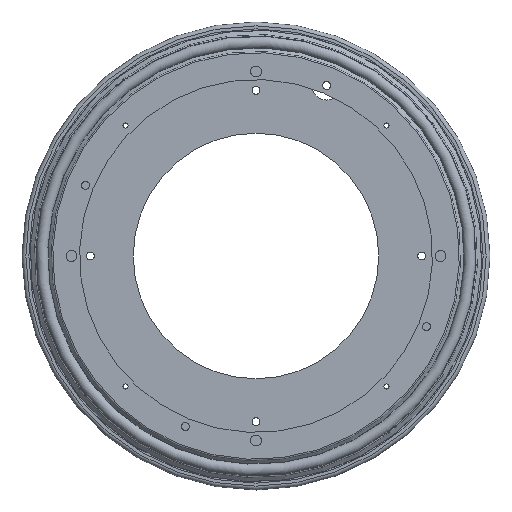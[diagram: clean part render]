
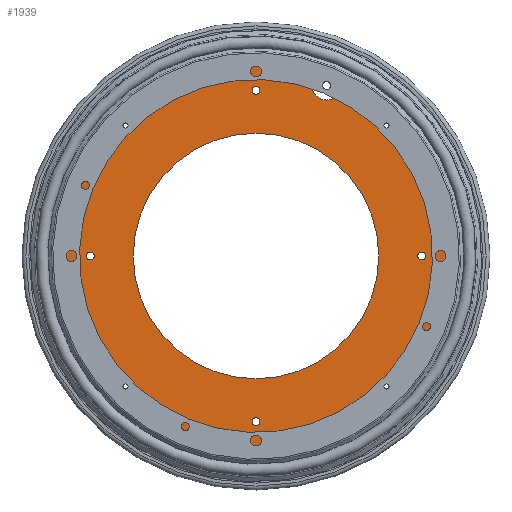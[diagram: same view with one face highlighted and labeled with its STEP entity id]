
A CAD part, front view. The second image highlights one B-rep face of the part: STEP entity #1939.
In plain terms, the highlighted planar face has unit normal (0, -1, 0).
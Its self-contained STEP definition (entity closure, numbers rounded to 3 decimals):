
#1073=CARTESIAN_POINT('',(-4.902,-0.75,111.097));
#1074=VERTEX_POINT('',#1073);
#1075=CARTESIAN_POINT('',(-14.402,-0.75,111.097));
#1076=DIRECTION('',(0.0,1.0,0.0));
#1077=DIRECTION('',(-1.0,0.0,0.0));
#1078=AXIS2_PLACEMENT_3D('',#1075,#1076,#1077);
#1079=CIRCLE('',#1078,9.5);
#1080=EDGE_CURVE('',#1074,#1074,#1079,.T.);
#1101=CARTESIAN_POINT('',(-141.85,-0.75,85.03));
#1102=VERTEX_POINT('',#1101);
#1103=CARTESIAN_POINT('',(-145.45,-0.75,85.03));
#1104=DIRECTION('',(0.0,1.0,0.0));
#1105=DIRECTION('',(-1.0,0.0,0.0));
#1106=AXIS2_PLACEMENT_3D('',#1103,#1104,#1105);
#1107=CIRCLE('',#1106,3.6);
#1108=EDGE_CURVE('',#1102,#1102,#1107,.T.);
#1129=CARTESIAN_POINT('',(-141.85,-0.75,-85.03));
#1130=VERTEX_POINT('',#1129);
#1131=CARTESIAN_POINT('',(-145.45,-0.75,-85.03));
#1132=DIRECTION('',(0.0,1.0,0.0));
#1133=DIRECTION('',(-1.0,0.0,0.0));
#1134=AXIS2_PLACEMENT_3D('',#1131,#1132,#1133);
#1135=CIRCLE('',#1134,3.6);
#1136=EDGE_CURVE('',#1130,#1130,#1135,.T.);
#1157=CARTESIAN_POINT('',(28.21,-0.75,-85.03));
#1158=VERTEX_POINT('',#1157);
#1159=CARTESIAN_POINT('',(24.61,-0.75,-85.03));
#1160=DIRECTION('',(0.0,1.0,0.0));
#1161=DIRECTION('',(-1.0,0.0,0.0));
#1162=AXIS2_PLACEMENT_3D('',#1159,#1160,#1161);
#1163=CIRCLE('',#1162,3.6);
#1164=EDGE_CURVE('',#1158,#1158,#1163,.T.);
#1185=CARTESIAN_POINT('',(28.21,-0.75,85.03));
#1186=VERTEX_POINT('',#1185);
#1187=CARTESIAN_POINT('',(24.61,-0.75,85.03));
#1188=DIRECTION('',(0.0,1.0,0.0));
#1189=DIRECTION('',(-1.0,0.0,0.0));
#1190=AXIS2_PLACEMENT_3D('',#1187,#1188,#1189);
#1191=CIRCLE('',#1190,3.6);
#1192=EDGE_CURVE('',#1186,#1186,#1191,.T.);
#1213=CARTESIAN_POINT('',(-165.82,-0.75,0.));
#1214=VERTEX_POINT('',#1213);
#1215=CARTESIAN_POINT('',(-168.42,-0.75,0.));
#1216=DIRECTION('',(0.0,1.0,0.0));
#1217=DIRECTION('',(-1.0,0.0,0.0));
#1218=AXIS2_PLACEMENT_3D('',#1215,#1216,#1217);
#1219=CIRCLE('',#1218,2.6);
#1220=EDGE_CURVE('',#1214,#1214,#1219,.T.);
#1241=CARTESIAN_POINT('',(-57.82,-0.75,-108.0));
#1242=VERTEX_POINT('',#1241);
#1243=CARTESIAN_POINT('',(-60.42,-0.75,-108.0));
#1244=DIRECTION('',(0.0,1.0,0.0));
#1245=DIRECTION('',(-1.0,0.0,0.0));
#1246=AXIS2_PLACEMENT_3D('',#1243,#1244,#1245);
#1247=CIRCLE('',#1246,2.6);
#1248=EDGE_CURVE('',#1242,#1242,#1247,.T.);
#1269=CARTESIAN_POINT('',(50.18,-0.75,0.));
#1270=VERTEX_POINT('',#1269);
#1271=CARTESIAN_POINT('',(47.58,-0.75,0.));
#1272=DIRECTION('',(0.0,1.0,0.0));
#1273=DIRECTION('',(-1.0,0.0,0.0));
#1274=AXIS2_PLACEMENT_3D('',#1271,#1272,#1273);
#1275=CIRCLE('',#1274,2.6);
#1276=EDGE_CURVE('',#1270,#1270,#1275,.T.);
#1297=CARTESIAN_POINT('',(-57.82,-0.75,108.0));
#1298=VERTEX_POINT('',#1297);
#1299=CARTESIAN_POINT('',(-60.42,-0.75,108.0));
#1300=DIRECTION('',(0.0,1.0,0.0));
#1301=DIRECTION('',(-1.0,0.0,0.0));
#1302=AXIS2_PLACEMENT_3D('',#1299,#1300,#1301);
#1303=CIRCLE('',#1302,2.6);
#1304=EDGE_CURVE('',#1298,#1298,#1303,.T.);
#1878=CARTESIAN_POINT('',(72.092,-0.75,0.0));
#1879=VERTEX_POINT('',#1878);
#1880=CARTESIAN_POINT('',(-60.42,-0.75,0.0));
#1881=DIRECTION('',(0.0,-1.0,0.0));
#1882=DIRECTION('',(1.0,0.0,0.0));
#1883=AXIS2_PLACEMENT_3D('',#1880,#1881,#1882);
#1884=CIRCLE('',#1883,132.512);
#1885=EDGE_CURVE('',#1879,#1879,#1884,.T.);
#1893=CARTESIAN_POINT('',(45.836,-0.75,0.0));
#1894=DIRECTION('',(0.0,-1.0,0.0));
#1895=DIRECTION('',(0.0,0.0,-1.0));
#1896=AXIS2_PLACEMENT_3D('',#1893,#1894,#1895);
#1897=PLANE('',#1896);
#1898=ORIENTED_EDGE('',*,*,#1885,.T.);
#1899=EDGE_LOOP('',(#1898));
#1900=FACE_OUTER_BOUND('',#1899,.T.);
#1901=ORIENTED_EDGE('',*,*,#1080,.T.);
#1902=EDGE_LOOP('',(#1901));
#1903=FACE_BOUND('',#1902,.T.);
#1904=ORIENTED_EDGE('',*,*,#1108,.T.);
#1905=EDGE_LOOP('',(#1904));
#1906=FACE_BOUND('',#1905,.T.);
#1907=ORIENTED_EDGE('',*,*,#1136,.T.);
#1908=EDGE_LOOP('',(#1907));
#1909=FACE_BOUND('',#1908,.T.);
#1910=ORIENTED_EDGE('',*,*,#1164,.T.);
#1911=EDGE_LOOP('',(#1910));
#1912=FACE_BOUND('',#1911,.T.);
#1913=ORIENTED_EDGE('',*,*,#1192,.T.);
#1914=EDGE_LOOP('',(#1913));
#1915=FACE_BOUND('',#1914,.T.);
#1916=ORIENTED_EDGE('',*,*,#1220,.T.);
#1917=EDGE_LOOP('',(#1916));
#1918=FACE_BOUND('',#1917,.T.);
#1919=ORIENTED_EDGE('',*,*,#1248,.T.);
#1920=EDGE_LOOP('',(#1919));
#1921=FACE_BOUND('',#1920,.T.);
#1922=ORIENTED_EDGE('',*,*,#1276,.T.);
#1923=EDGE_LOOP('',(#1922));
#1924=FACE_BOUND('',#1923,.T.);
#1925=ORIENTED_EDGE('',*,*,#1304,.T.);
#1926=EDGE_LOOP('',(#1925));
#1927=FACE_BOUND('',#1926,.T.);
#1928=CARTESIAN_POINT('',(19.58,-0.75,0.0));
#1929=VERTEX_POINT('',#1928);
#1930=CARTESIAN_POINT('',(-60.42,-0.75,0.0));
#1931=DIRECTION('',(0.0,-1.0,0.0));
#1932=DIRECTION('',(1.0,0.0,0.0));
#1933=AXIS2_PLACEMENT_3D('',#1930,#1931,#1932);
#1934=CIRCLE('',#1933,80.0);
#1935=EDGE_CURVE('',#1929,#1929,#1934,.T.);
#1936=ORIENTED_EDGE('',*,*,#1935,.F.);
#1937=EDGE_LOOP('',(#1936));
#1938=FACE_BOUND('',#1937,.T.);
#1939=ADVANCED_FACE('',(#1900,#1903,#1906,#1909,#1912,#1915,#1918,#1921,#1924,#1927,#1938),#1897,.T.);
